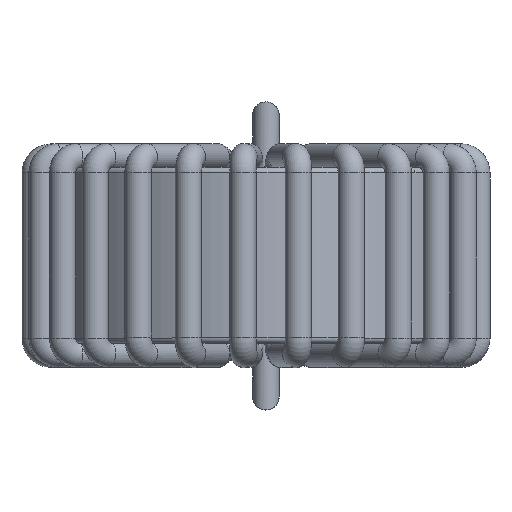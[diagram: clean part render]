
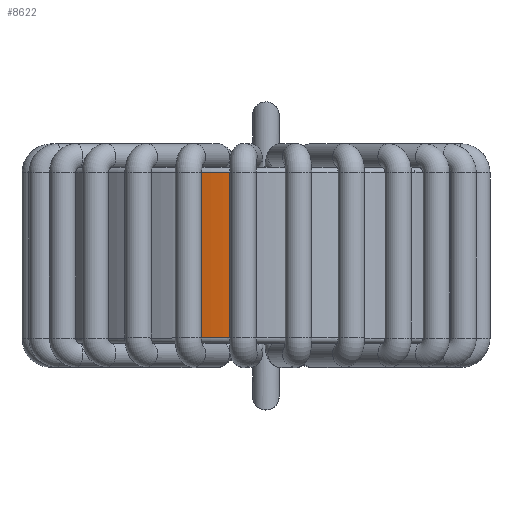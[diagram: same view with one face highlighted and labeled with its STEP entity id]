
A CAD part, top view. The second image highlights one B-rep face of the part: STEP entity #8622.
In plain terms, the highlighted cylindrical face has radius 6 mm (diameter 12 mm), a partial arc.
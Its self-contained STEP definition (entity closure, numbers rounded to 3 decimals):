
#18=CYLINDRICAL_SURFACE('',#9288,6.);
#414=LINE('',#17459,#573);
#415=LINE('',#17463,#574);
#573=VECTOR('',#10672,4.7);
#574=VECTOR('',#10675,4.7);
#890=FACE_OUTER_BOUND('',#1399,.T.);
#1399=EDGE_LOOP('',(#5584,#5585,#5586,#5587));
#2479=CIRCLE('',#9289,6.);
#2480=CIRCLE('',#9290,6.);
#3327=VERTEX_POINT('',#17457);
#3328=VERTEX_POINT('',#17458);
#3329=VERTEX_POINT('',#17460);
#3330=VERTEX_POINT('',#17462);
#4181=EDGE_CURVE('',#3327,#3328,#414,.F.);
#4182=EDGE_CURVE('',#3327,#3329,#2479,.T.);
#4183=EDGE_CURVE('',#3330,#3329,#415,.T.);
#4184=EDGE_CURVE('',#3328,#3330,#2480,.T.);
#5584=ORIENTED_EDGE('',*,*,#4181,.F.);
#5585=ORIENTED_EDGE('',*,*,#4182,.T.);
#5586=ORIENTED_EDGE('',*,*,#4183,.F.);
#5587=ORIENTED_EDGE('',*,*,#4184,.F.);
#8622=ADVANCED_FACE('',(#890),#18,.T.);
#9288=AXIS2_PLACEMENT_3D('',#17456,#10670,#10671);
#9289=AXIS2_PLACEMENT_3D('',#17461,#10673,#10674);
#9290=AXIS2_PLACEMENT_3D('',#17464,#10676,#10677);
#10670=DIRECTION('center_axis',(0.,1.,0.));
#10671=DIRECTION('ref_axis',(0.,0.,1.));
#10672=DIRECTION('',(0.,-1.,0.));
#10673=DIRECTION('center_axis',(0.,1.,0.));
#10674=DIRECTION('ref_axis',(0.,0.,1.));
#10675=DIRECTION('',(0.,-1.,0.));
#10676=DIRECTION('center_axis',(0.,1.,0.));
#10677=DIRECTION('ref_axis',(0.,0.,1.));
#17456=CARTESIAN_POINT('Origin',(3.935,3.939,61.863));
#17457=CARTESIAN_POINT('',(2.291,-0.911,67.633));
#17458=CARTESIAN_POINT('',(2.291,3.789,67.633));
#17459=CARTESIAN_POINT('',(2.291,3.789,67.633));
#17460=CARTESIAN_POINT('',(3.339,-0.911,67.833));
#17461=CARTESIAN_POINT('Origin',(3.935,-0.911,61.863));
#17462=CARTESIAN_POINT('',(3.339,3.789,67.833));
#17463=CARTESIAN_POINT('',(3.339,3.789,67.833));
#17464=CARTESIAN_POINT('Origin',(3.935,3.789,61.863));
